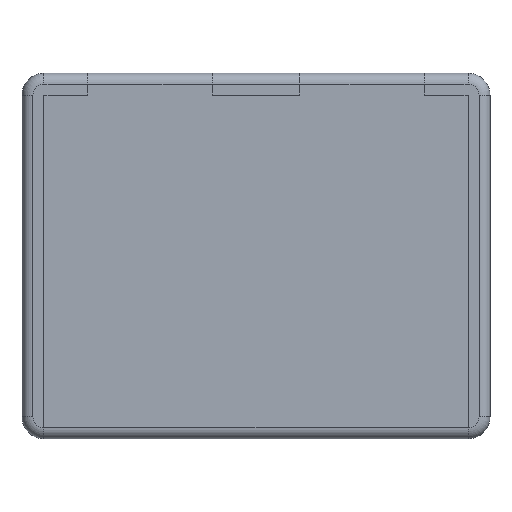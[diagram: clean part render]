
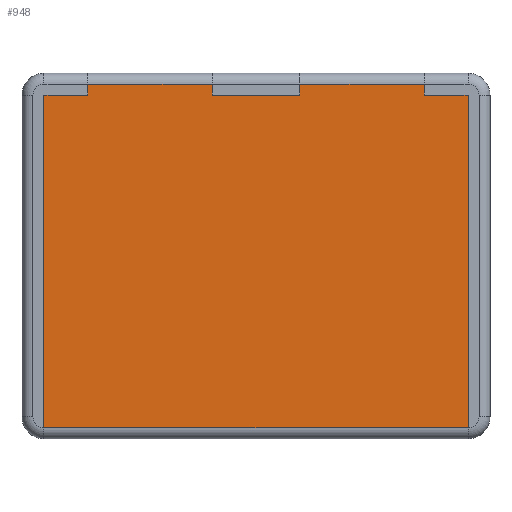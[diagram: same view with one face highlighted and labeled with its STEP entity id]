
A CAD part, front view. The second image highlights one B-rep face of the part: STEP entity #948.
In plain terms, the highlighted planar face has unit normal (0, -1, 0).
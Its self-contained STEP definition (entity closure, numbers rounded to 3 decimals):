
#20 = VERTEX_POINT ( 'NONE', #49 ) ;
#21 = VECTOR ( 'NONE', #1594, 1000. ) ;
#38 = LINE ( 'NONE', #1116, #1530 ) ;
#49 = CARTESIAN_POINT ( 'NONE',  ( 1.45, 0., 1.1 ) ) ;
#73 = CARTESIAN_POINT ( 'NONE',  ( -0.3, 0., 1.1 ) ) ;
#97 = EDGE_CURVE ( 'NONE', #129, #20, #1585, .T. ) ;
#115 = DIRECTION ( 'NONE',  ( 0., 0., 1. ) ) ;
#117 = LINE ( 'NONE', #1162, #21 ) ;
#129 = VERTEX_POINT ( 'NONE', #158 ) ;
#158 = CARTESIAN_POINT ( 'NONE',  ( 1.45, 0., -1.175 ) ) ;
#170 = DIRECTION ( 'NONE',  ( 1., 0., 0. ) ) ;
#184 = EDGE_CURVE ( 'NONE', #1127, #129, #1883, .T. ) ;
#199 = DIRECTION ( 'NONE',  ( 0., 0., 1. ) ) ;
#216 = ORIENTED_EDGE ( 'NONE', *, *, #1833, .T. ) ;
#269 = DIRECTION ( 'NONE',  ( 0., 0., -1. ) ) ;
#281 = CARTESIAN_POINT ( 'NONE',  ( 1.45, 0., 0. ) ) ;
#286 = DIRECTION ( 'NONE',  ( 0., 0., 1. ) ) ;
#298 = DIRECTION ( 'NONE',  ( -1., 0., 0. ) ) ;
#335 = VERTEX_POINT ( 'NONE', #985 ) ;
#338 = LINE ( 'NONE', #1244, #1046 ) ;
#389 = CARTESIAN_POINT ( 'NONE',  ( 0.3, 0., 0. ) ) ;
#391 = DIRECTION ( 'NONE',  ( -1., 0., 0. ) ) ;
#401 = EDGE_CURVE ( 'NONE', #1201, #469, #543, .T. ) ;
#423 = CARTESIAN_POINT ( 'NONE',  ( -1.45, 0., 1.1 ) ) ;
#442 = VERTEX_POINT ( 'NONE', #1645 ) ;
#458 = VECTOR ( 'NONE', #893, 1000. ) ;
#464 = ORIENTED_EDGE ( 'NONE', *, *, #1426, .F. ) ;
#469 = VERTEX_POINT ( 'NONE', #1113 ) ;
#521 = LINE ( 'NONE', #1799, #1140 ) ;
#543 = LINE ( 'NONE', #853, #1256 ) ;
#552 = EDGE_CURVE ( 'NONE', #1783, #878, #1591, .T. ) ;
#611 = EDGE_LOOP ( 'NONE', ( #628, #1430, #837, #1746, #801, #905, #913, #653, #216, #1297, #464, #1007 ) ) ;
#628 = ORIENTED_EDGE ( 'NONE', *, *, #797, .F. ) ;
#653 = ORIENTED_EDGE ( 'NONE', *, *, #1619, .F. ) ;
#655 = EDGE_CURVE ( 'NONE', #20, #335, #753, .T. ) ;
#720 = CARTESIAN_POINT ( 'NONE',  ( 1.15, 0., 1.175 ) ) ;
#734 = CARTESIAN_POINT ( 'NONE',  ( -0.3, 0., 0. ) ) ;
#753 = LINE ( 'NONE', #1179, #1468 ) ;
#797 = EDGE_CURVE ( 'NONE', #1127, #442, #521, .T. ) ;
#801 = ORIENTED_EDGE ( 'NONE', *, *, #814, .T. ) ;
#814 = EDGE_CURVE ( 'NONE', #335, #1356, #338, .T. ) ;
#837 = ORIENTED_EDGE ( 'NONE', *, *, #97, .T. ) ;
#853 = CARTESIAN_POINT ( 'NONE',  ( -1.15, 0., 1.175 ) ) ;
#875 = DIRECTION ( 'NONE',  ( 0., 0., 1. ) ) ;
#878 = VERTEX_POINT ( 'NONE', #949 ) ;
#893 = DIRECTION ( 'NONE',  ( 1., 0., 0. ) ) ;
#905 = ORIENTED_EDGE ( 'NONE', *, *, #1218, .T. ) ;
#907 = EDGE_CURVE ( 'NONE', #442, #1788, #1270, .T. ) ;
#913 = ORIENTED_EDGE ( 'NONE', *, *, #552, .F. ) ;
#948 = ADVANCED_FACE ( 'NONE', ( #1139 ), #989, .T. ) ;
#949 = CARTESIAN_POINT ( 'NONE',  ( 0.3, 0., 1.175 ) ) ;
#985 = CARTESIAN_POINT ( 'NONE',  ( 1.15, 0., 1.1 ) ) ;
#989 = PLANE ( 'NONE',  #1171 ) ;
#1007 = ORIENTED_EDGE ( 'NONE', *, *, #907, .F. ) ;
#1032 = CARTESIAN_POINT ( 'NONE',  ( -1.45, 0., -1.175 ) ) ;
#1046 = VECTOR ( 'NONE', #199, 1000. ) ;
#1103 = CARTESIAN_POINT ( 'NONE',  ( -0.3, 0., 1.175 ) ) ;
#1110 = DIRECTION ( 'NONE',  ( 0., 0., 1. ) ) ;
#1112 = VECTOR ( 'NONE', #115, 1000. ) ;
#1113 = CARTESIAN_POINT ( 'NONE',  ( -1.15, 0., 1.175 ) ) ;
#1114 = CARTESIAN_POINT ( 'NONE',  ( 0.3, 0., 1.1 ) ) ;
#1116 = CARTESIAN_POINT ( 'NONE',  ( 0.3, 0., 1.175 ) ) ;
#1127 = VERTEX_POINT ( 'NONE', #1032 ) ;
#1139 = FACE_OUTER_BOUND ( 'NONE', #611, .T. ) ;
#1140 = VECTOR ( 'NONE', #1110, 1000. ) ;
#1162 = CARTESIAN_POINT ( 'NONE',  ( -1.15, 0., 0. ) ) ;
#1171 = AXIS2_PLACEMENT_3D ( 'NONE', #423, #1429, #269 ) ;
#1179 = CARTESIAN_POINT ( 'NONE',  ( 0., 0., 1.1 ) ) ;
#1201 = VERTEX_POINT ( 'NONE', #1103 ) ;
#1218 = EDGE_CURVE ( 'NONE', #1356, #878, #38, .T. ) ;
#1227 = VECTOR ( 'NONE', #286, 1000. ) ;
#1244 = CARTESIAN_POINT ( 'NONE',  ( 1.15, 0., 0. ) ) ;
#1256 = VECTOR ( 'NONE', #1697, 1000. ) ;
#1270 = LINE ( 'NONE', #1716, #1317 ) ;
#1297 = ORIENTED_EDGE ( 'NONE', *, *, #401, .T. ) ;
#1317 = VECTOR ( 'NONE', #1845, 1000. ) ;
#1356 = VERTEX_POINT ( 'NONE', #720 ) ;
#1426 = EDGE_CURVE ( 'NONE', #1788, #469, #117, .T. ) ;
#1429 = DIRECTION ( 'NONE',  ( 0., -1., 0. ) ) ;
#1430 = ORIENTED_EDGE ( 'NONE', *, *, #184, .T. ) ;
#1468 = VECTOR ( 'NONE', #298, 1000. ) ;
#1486 = CARTESIAN_POINT ( 'NONE',  ( 0., 0., 1.1 ) ) ;
#1530 = VECTOR ( 'NONE', #391, 1000. ) ;
#1585 = LINE ( 'NONE', #281, #1729 ) ;
#1591 = LINE ( 'NONE', #389, #1227 ) ;
#1594 = DIRECTION ( 'NONE',  ( 0., 0., 1. ) ) ;
#1602 = CARTESIAN_POINT ( 'NONE',  ( 1.45, 0., -1.175 ) ) ;
#1619 = EDGE_CURVE ( 'NONE', #1777, #1783, #1755, .T. ) ;
#1645 = CARTESIAN_POINT ( 'NONE',  ( -1.45, 0., 1.1 ) ) ;
#1697 = DIRECTION ( 'NONE',  ( -1., 0., 0. ) ) ;
#1716 = CARTESIAN_POINT ( 'NONE',  ( 0., 0., 1.1 ) ) ;
#1729 = VECTOR ( 'NONE', #875, 1000. ) ;
#1746 = ORIENTED_EDGE ( 'NONE', *, *, #655, .T. ) ;
#1755 = LINE ( 'NONE', #1486, #1796 ) ;
#1777 = VERTEX_POINT ( 'NONE', #73 ) ;
#1783 = VERTEX_POINT ( 'NONE', #1114 ) ;
#1788 = VERTEX_POINT ( 'NONE', #1821 ) ;
#1796 = VECTOR ( 'NONE', #170, 1000. ) ;
#1799 = CARTESIAN_POINT ( 'NONE',  ( -1.45, 0., 0. ) ) ;
#1821 = CARTESIAN_POINT ( 'NONE',  ( -1.15, 0., 1.1 ) ) ;
#1832 = LINE ( 'NONE', #734, #1112 ) ;
#1833 = EDGE_CURVE ( 'NONE', #1777, #1201, #1832, .T. ) ;
#1845 = DIRECTION ( 'NONE',  ( 1., 0., 0. ) ) ;
#1883 = LINE ( 'NONE', #1602, #458 ) ;
